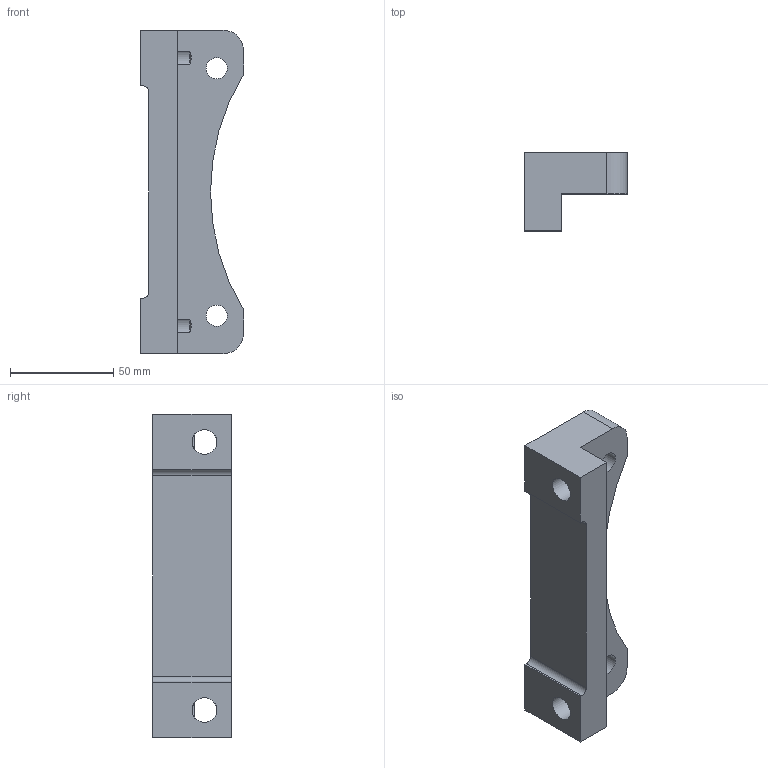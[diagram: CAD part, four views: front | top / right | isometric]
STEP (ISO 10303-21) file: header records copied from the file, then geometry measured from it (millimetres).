
FILE_DESCRIPTION(('FreeCAD Model'),'2;1');
FILE_NAME('Open CASCADE Shape Model','2025-01-08T17:57:57',('Author'),( ''),'Open CASCADE STEP processor 7.5','FreeCAD','Unknown');
FILE_SCHEMA(('AUTOMOTIVE_DESIGN { 1 0 10303 214 1 1 1 1 }'));
Length unit declared in the file: millimetre
Products named in the file (1): Body
Bounding box: 50 x 38 x 157 mm (x, y, z)
Volume: 159349.9 mm3; surface area: 28933.3 mm2
Topology: 1 solids, 1 shells, 25 faces, 75 edges, 50 vertices
Faces by surface type: plane 13, cylinder 10, cone 2
Full cylindrical faces by diameter (mm): 10.2 x2, 12 x2
Entity records: 1910 total; most frequent: CARTESIAN_POINT 371, DIRECTION 293, LINE 173, VECTOR 173, ORIENTED_EDGE 150, PCURVE 150, DEFINITIONAL_REPRESENTATION 150, EDGE_CURVE 75
